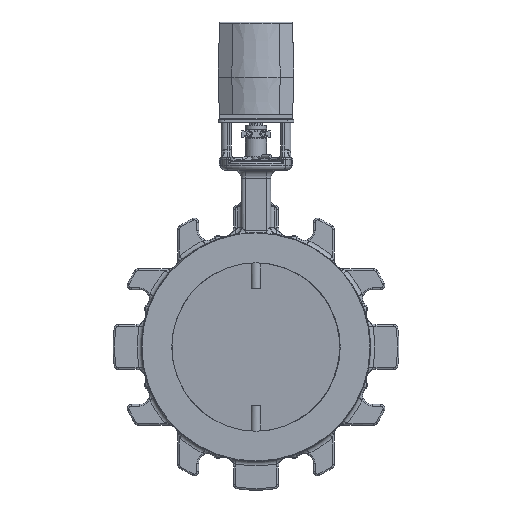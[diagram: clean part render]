
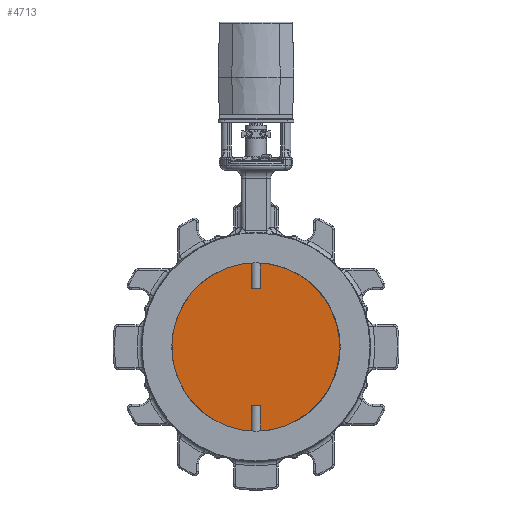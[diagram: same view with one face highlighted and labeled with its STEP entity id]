
A CAD part, left-side view. The second image highlights one B-rep face of the part: STEP entity #4713.
In plain terms, the highlighted planar face has unit normal (-0.996, 0.087, 0).
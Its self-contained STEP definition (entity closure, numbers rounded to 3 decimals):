
#2660=ELLIPSE('',#21092,100.382,100.);
#2676=ELLIPSE('',#22598,100.382,100.);
#4713=ADVANCED_FACE('',(#6147),#5183,.T.);
#5183=PLANE('',#22612);
#6147=FACE_OUTER_BOUND('',#7281,.T.);
#7281=EDGE_LOOP('',(#14112,#14113,#14114,#14115,#14116,#14117,#14118,#14119,
#14120,#14121,#14122,#14123));
#8096=LINE('',#44908,#8897);
#8099=LINE('',#44923,#8900);
#8103=LINE('',#44941,#8904);
#8104=LINE('',#44946,#8905);
#8113=LINE('',#44977,#8914);
#8115=LINE('',#45001,#8916);
#8118=LINE('',#45004,#8919);
#8123=LINE('',#45015,#8924);
#8125=LINE('',#45021,#8926);
#8126=LINE('',#45022,#8927);
#8897=VECTOR('',#26519,1.);
#8900=VECTOR('',#26534,1.);
#8904=VECTOR('',#26550,1.);
#8905=VECTOR('',#26555,1.);
#8914=VECTOR('',#26592,1.);
#8916=VECTOR('',#26602,1.);
#8919=VECTOR('',#26605,1.);
#8924=VECTOR('',#26616,1.);
#8926=VECTOR('',#26624,1.);
#8927=VECTOR('',#26625,1.);
#14112=ORIENTED_EDGE('',*,*,#17120,.F.);
#14113=ORIENTED_EDGE('',*,*,#19596,.T.);
#14114=ORIENTED_EDGE('',*,*,#19599,.F.);
#14115=ORIENTED_EDGE('',*,*,#19548,.F.);
#14116=ORIENTED_EDGE('',*,*,#19600,.F.);
#14117=ORIENTED_EDGE('',*,*,#19562,.T.);
#14118=ORIENTED_EDGE('',*,*,#19578,.F.);
#14119=ORIENTED_EDGE('',*,*,#19564,.T.);
#14120=ORIENTED_EDGE('',*,*,#19587,.F.);
#14121=ORIENTED_EDGE('',*,*,#19554,.F.);
#14122=ORIENTED_EDGE('',*,*,#19590,.F.);
#14123=ORIENTED_EDGE('',*,*,#19581,.T.);
#15070=VERTEX_POINT('',#27774);
#15071=VERTEX_POINT('',#27776);
#16748=VERTEX_POINT('',#44906);
#16749=VERTEX_POINT('',#44907);
#16754=VERTEX_POINT('',#44921);
#16755=VERTEX_POINT('',#44922);
#16761=VERTEX_POINT('',#44936);
#16763=VERTEX_POINT('',#44940);
#16764=VERTEX_POINT('',#44944);
#16766=VERTEX_POINT('',#44947);
#16774=VERTEX_POINT('',#44978);
#16782=VERTEX_POINT('',#45014);
#17120=EDGE_CURVE('',#15070,#15071,#2660,.T.);
#19548=EDGE_CURVE('',#16748,#16749,#8096,.T.);
#19554=EDGE_CURVE('',#16754,#16755,#8099,.T.);
#19562=EDGE_CURVE('',#16761,#16763,#8103,.T.);
#19564=EDGE_CURVE('',#16766,#16764,#8104,.T.);
#19578=EDGE_CURVE('',#16766,#16763,#2676,.T.);
#19581=EDGE_CURVE('',#16774,#15071,#8113,.T.);
#19587=EDGE_CURVE('',#16755,#16764,#8115,.T.);
#19590=EDGE_CURVE('',#16774,#16754,#8118,.T.);
#19596=EDGE_CURVE('',#15070,#16782,#8123,.T.);
#19599=EDGE_CURVE('',#16749,#16782,#8125,.T.);
#19600=EDGE_CURVE('',#16761,#16748,#8126,.T.);
#21092=AXIS2_PLACEMENT_3D('',#27775,#23037,#23038);
#22598=AXIS2_PLACEMENT_3D('',#44972,#26583,#26584);
#22612=AXIS2_PLACEMENT_3D('',#45023,#26626,#26627);
#23037=DIRECTION('',(0.996,-0.087,0.));
#23038=DIRECTION('',(-0.087,-0.996,0.));
#26519=DIRECTION('',(0.087,0.996,0.));
#26534=DIRECTION('',(-0.087,-0.996,0.));
#26550=DIRECTION('',(-0.087,-0.996,0.));
#26555=DIRECTION('',(0.087,0.996,0.));
#26583=DIRECTION('',(0.996,-0.087,0.));
#26584=DIRECTION('',(-0.087,-0.996,0.));
#26592=DIRECTION('',(0.087,0.996,0.));
#26602=DIRECTION('',(0.,0.,1.));
#26605=DIRECTION('',(0.,0.,-1.));
#26616=DIRECTION('',(-0.087,-0.996,0.));
#26624=DIRECTION('',(0.,0.,-1.));
#26625=DIRECTION('',(0.,0.,1.));
#26626=DIRECTION('',(-0.996,0.087,0.));
#26627=DIRECTION('',(-0.087,-0.996,0.));
#27774=CARTESIAN_POINT('',(-1.158,15.445,-207.8));
#27775=CARTESIAN_POINT('',(-2.51,0.,-109.));
#27776=CARTESIAN_POINT('',(-1.103,16.072,-10.3));
#44906=CARTESIAN_POINT('',(-2.966,-5.216,-178.3));
#44907=CARTESIAN_POINT('',(-2.015,5.651,-178.3));
#44908=CARTESIAN_POINT('',(-2.49,0.218,-178.3));
#44921=CARTESIAN_POINT('',(-2.015,5.651,-39.75));
#44922=CARTESIAN_POINT('',(-2.966,-5.216,-39.75));
#44923=CARTESIAN_POINT('',(-2.49,0.218,-39.75));
#44936=CARTESIAN_POINT('',(-2.966,-5.216,-207.8));
#44940=CARTESIAN_POINT('',(-3.831,-15.108,-207.8));
#44941=CARTESIAN_POINT('',(-2.452,0.654,-207.8));
#44944=CARTESIAN_POINT('',(-2.966,-5.216,-10.3));
#44946=CARTESIAN_POINT('',(-2.452,0.654,-10.3));
#44947=CARTESIAN_POINT('',(-3.831,-15.108,-10.3));
#44972=CARTESIAN_POINT('',(-2.452,0.654,-109.05));
#44977=CARTESIAN_POINT('',(-2.452,0.654,-10.3));
#44978=CARTESIAN_POINT('',(-2.015,5.651,-10.3));
#45001=CARTESIAN_POINT('',(-2.966,-5.216,132.25));
#45004=CARTESIAN_POINT('',(-2.015,5.651,132.25));
#45014=CARTESIAN_POINT('',(-2.015,5.651,-207.8));
#45015=CARTESIAN_POINT('',(-2.452,0.654,-207.8));
#45021=CARTESIAN_POINT('',(-2.015,5.651,-218.3));
#45022=CARTESIAN_POINT('',(-2.966,-5.216,-218.3));
#45023=CARTESIAN_POINT('',(-2.452,0.654,-109.05));
